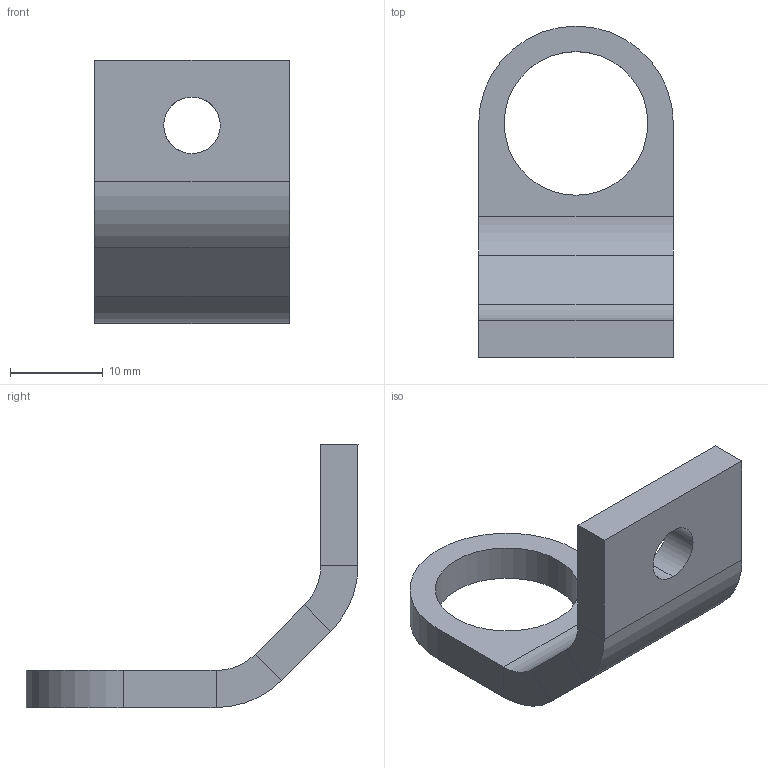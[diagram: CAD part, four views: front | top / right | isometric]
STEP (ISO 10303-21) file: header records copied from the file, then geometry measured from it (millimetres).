
FILE_DESCRIPTION(('CATIA V5 STEP Exchange'),'2;1');
FILE_NAME('FR_04013 (BOTS Support).stp','2023-01-24T18:35:45+00:00',('none'),('none'),'CATIA Version 5 Release 19 SP 2 (IN-10)','CATIA V5 STEP AP203','none');
FILE_SCHEMA(('CONFIG_CONTROL_DESIGN'));
Length unit declared in the file: millimetre
Products named in the file (1): FR_04013
Bounding box: 21 x 35.81 x 28.38 mm (x, y, z)
Volume: 3445.8 mm3; surface area: 2555.5 mm2
Topology: 1 solids, 1 shells, 28 faces, 64 edges, 39 vertices
Faces by surface type: plane 17, cylinder 11
Entity records: 820 total; most frequent: CARTESIAN_POINT 153, ORIENTED_EDGE 124, DIRECTION 116, EDGE_CURVE 62, AXIS2_PLACEMENT_3D 48, VECTOR 41, LINE 41, VERTEX_POINT 36
